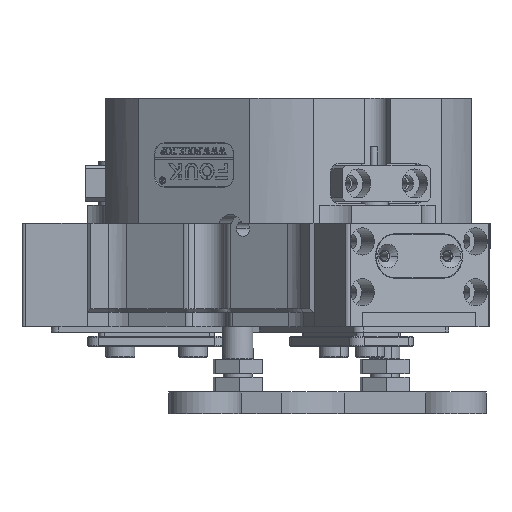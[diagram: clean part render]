
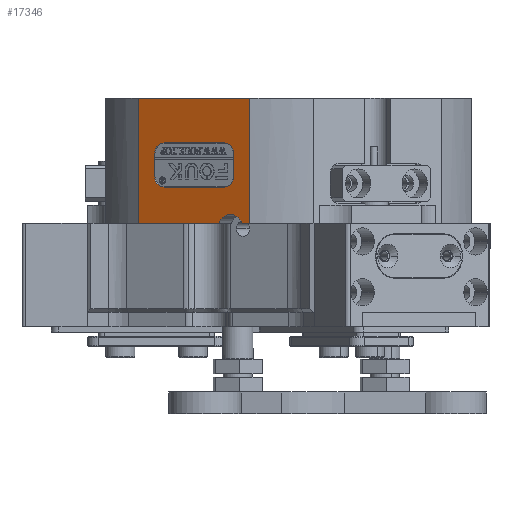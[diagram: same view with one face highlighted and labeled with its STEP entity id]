
A CAD part, front view. The second image highlights one B-rep face of the part: STEP entity #17346.
In plain terms, the highlighted planar face has unit normal (-0.5, -0.866, 0).
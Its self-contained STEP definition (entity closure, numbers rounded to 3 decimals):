
#340 = CARTESIAN_POINT ( 'NONE',  ( -19.023, -48.153, 98.128 ) ) ;
#693 = EDGE_CURVE ( 'NONE', #56957, #50195, #42343, .T. ) ;
#859 = VECTOR ( 'NONE', #34434, 1000. ) ;
#1225 = CIRCLE ( 'NONE', #41580, 3. ) ;
#1251 = DIRECTION ( 'NONE',  ( -0.5, -0.866, 0. ) ) ;
#2592 = DIRECTION ( 'NONE',  ( -0.5, -0.866, 0. ) ) ;
#3147 = VERTEX_POINT ( 'NONE', #33735 ) ;
#3223 = DIRECTION ( 'NONE',  ( 0.866, -0.5, 0. ) ) ;
#4354 = EDGE_CURVE ( 'NONE', #15575, #56957, #57122, .T. ) ;
#4462 = CIRCLE ( 'NONE', #26369, 4. ) ;
#4632 = LINE ( 'NONE', #46456, #44575 ) ;
#4838 = DIRECTION ( 'NONE',  ( -0.5, -0.866, 0. ) ) ;
#4847 = PLANE ( 'NONE',  #51114 ) ;
#5202 = EDGE_CURVE ( 'NONE', #53583, #45281, #10773, .T. ) ;
#5594 = CARTESIAN_POINT ( 'NONE',  ( -42.708, -34.479, 132.628 ) ) ;
#7830 = CARTESIAN_POINT ( 'NONE',  ( -26.08, -44.079, 135.628 ) ) ;
#8050 = CARTESIAN_POINT ( 'NONE',  ( -23.482, -45.579, 141.828 ) ) ;
#8143 = CARTESIAN_POINT ( 'NONE',  ( -19.023, -48.153, 122.628 ) ) ;
#9253 = EDGE_LOOP ( 'NONE', ( #45304, #50540, #41988, #46695, #39522, #22989, #24759, #19785 ) ) ;
#10090 = EDGE_LOOP ( 'NONE', ( #44707, #43491, #48109, #22890, #33500, #29233 ) ) ;
#10773 = CIRCLE ( 'NONE', #63986, 3. ) ;
#11566 = CARTESIAN_POINT ( 'NONE',  ( -42.708, -34.479, 135.628 ) ) ;
#12283 = LINE ( 'NONE', #16780, #13031 ) ;
#12499 = EDGE_CURVE ( 'NONE', #29556, #48588, #58574, .T. ) ;
#12684 = FACE_BOUND ( 'NONE', #9253, .T. ) ;
#13031 = VECTOR ( 'NONE', #61654, 1000. ) ;
#13509 = EDGE_CURVE ( 'NONE', #14800, #50664, #63102, .T. ) ;
#14800 = VERTEX_POINT ( 'NONE', #18933 ) ;
#14937 = CARTESIAN_POINT ( 'NONE',  ( -7.767, -54.651, 172.628 ) ) ;
#15575 = VERTEX_POINT ( 'NONE', #30659 ) ;
#16780 = CARTESIAN_POINT ( 'NONE',  ( -12.284, -52.044, 122.628 ) ) ;
#17249 = DIRECTION ( 'NONE',  ( -0.5, -0.866, 0. ) ) ;
#17297 = DIRECTION ( 'NONE',  ( 0., 0., -1. ) ) ;
#17346 = ADVANCED_FACE ( 'NONE', ( #12684, #64359 ), #4847, .F. ) ;
#18091 = DIRECTION ( 'NONE',  ( -0.866, 0.5, 0. ) ) ;
#18131 = CARTESIAN_POINT ( 'NONE',  ( -42.708, -34.479, 141.828 ) ) ;
#18933 = CARTESIAN_POINT ( 'NONE',  ( -19.023, -48.153, 157.128 ) ) ;
#19278 = EDGE_CURVE ( 'NONE', #43205, #53884, #12283, .T. ) ;
#19785 = ORIENTED_EDGE ( 'NONE', *, *, #693, .F. ) ;
#20116 = CARTESIAN_POINT ( 'NONE',  ( -42.708, -34.479, 144.828 ) ) ;
#20681 = DIRECTION ( 'NONE',  ( 0.866, -0.5, 0. ) ) ;
#22890 = ORIENTED_EDGE ( 'NONE', *, *, #61945, .T. ) ;
#22989 = ORIENTED_EDGE ( 'NONE', *, *, #40085, .F. ) ;
#23621 = EDGE_CURVE ( 'NONE', #50195, #28701, #53493, .T. ) ;
#24127 = DIRECTION ( 'NONE',  ( -0.866, 0.5, 0. ) ) ;
#24726 = VECTOR ( 'NONE', #52784, 1000. ) ;
#24759 = ORIENTED_EDGE ( 'NONE', *, *, #23621, .F. ) ;
#26369 = AXIS2_PLACEMENT_3D ( 'NONE', #53902, #4838, #64811 ) ;
#27624 = CARTESIAN_POINT ( 'NONE',  ( -34.394, -39.279, 157.128 ) ) ;
#28351 = DIRECTION ( 'NONE',  ( 0., 0., -1. ) ) ;
#28701 = VERTEX_POINT ( 'NONE', #45270 ) ;
#29233 = ORIENTED_EDGE ( 'NONE', *, *, #50062, .T. ) ;
#29556 = VERTEX_POINT ( 'NONE', #8143 ) ;
#30659 = CARTESIAN_POINT ( 'NONE',  ( -26.08, -44.079, 144.828 ) ) ;
#32853 = DIRECTION ( 'NONE',  ( -0.866, 0.5, 0. ) ) ;
#33402 = CARTESIAN_POINT ( 'NONE',  ( -45.306, -32.979, 141.828 ) ) ;
#33500 = ORIENTED_EDGE ( 'NONE', *, *, #13509, .T. ) ;
#33735 = CARTESIAN_POINT ( 'NONE',  ( -42.708, -34.479, 132.628 ) ) ;
#34029 = DIRECTION ( 'NONE',  ( 0.5, 0.866, 0. ) ) ;
#34434 = DIRECTION ( 'NONE',  ( 0., 0., 1. ) ) ;
#35020 = DIRECTION ( 'NONE',  ( 0., 0., 1. ) ) ;
#35446 = LINE ( 'NONE', #54521, #859 ) ;
#35618 = CARTESIAN_POINT ( 'NONE',  ( -26.08, -44.079, 132.628 ) ) ;
#36172 = LINE ( 'NONE', #5594, #54901 ) ;
#36436 = EDGE_CURVE ( 'NONE', #3147, #53583, #36172, .T. ) ;
#37466 = CARTESIAN_POINT ( 'NONE',  ( -26.08, -44.079, 141.828 ) ) ;
#38634 = VECTOR ( 'NONE', #28351, 1000. ) ;
#38710 = LINE ( 'NONE', #340, #62187 ) ;
#39522 = ORIENTED_EDGE ( 'NONE', *, *, #36436, .F. ) ;
#39908 = DIRECTION ( 'NONE',  ( -0.866, 0.5, 0. ) ) ;
#40085 = EDGE_CURVE ( 'NONE', #28701, #3147, #1225, .T. ) ;
#40134 = EDGE_CURVE ( 'NONE', #55190, #15575, #54539, .T. ) ;
#41580 = AXIS2_PLACEMENT_3D ( 'NONE', #11566, #1251, #61708 ) ;
#41988 = ORIENTED_EDGE ( 'NONE', *, *, #43700, .F. ) ;
#42343 = CIRCLE ( 'NONE', #57025, 3. ) ;
#42887 = VECTOR ( 'NONE', #18091, 1000. ) ;
#43205 = VERTEX_POINT ( 'NONE', #55702 ) ;
#43491 = ORIENTED_EDGE ( 'NONE', *, *, #47497, .F. ) ;
#43700 = EDGE_CURVE ( 'NONE', #45281, #55190, #35446, .T. ) ;
#44575 = VECTOR ( 'NONE', #17297, 1000. ) ;
#44707 = ORIENTED_EDGE ( 'NONE', *, *, #19278, .F. ) ;
#45270 = CARTESIAN_POINT ( 'NONE',  ( -45.306, -32.979, 135.628 ) ) ;
#45281 = VERTEX_POINT ( 'NONE', #64153 ) ;
#45304 = ORIENTED_EDGE ( 'NONE', *, *, #4354, .F. ) ;
#46456 = CARTESIAN_POINT ( 'NONE',  ( -49.764, -30.405, 98.128 ) ) ;
#46695 = ORIENTED_EDGE ( 'NONE', *, *, #5202, .F. ) ;
#47497 = EDGE_CURVE ( 'NONE', #48588, #43205, #4462, .T. ) ;
#48109 = ORIENTED_EDGE ( 'NONE', *, *, #12499, .F. ) ;
#48161 = CARTESIAN_POINT ( 'NONE',  ( -12.284, -52.044, 122.628 ) ) ;
#48588 = VERTEX_POINT ( 'NONE', #50053 ) ;
#49606 = AXIS2_PLACEMENT_3D ( 'NONE', #37466, #2592, #32853 ) ;
#50053 = CARTESIAN_POINT ( 'NONE',  ( -21.223, -46.883, 122.628 ) ) ;
#50062 = EDGE_CURVE ( 'NONE', #50664, #53884, #4632, .T. ) ;
#50195 = VERTEX_POINT ( 'NONE', #53189 ) ;
#50540 = ORIENTED_EDGE ( 'NONE', *, *, #40134, .F. ) ;
#50664 = VERTEX_POINT ( 'NONE', #62542 ) ;
#51114 = AXIS2_PLACEMENT_3D ( 'NONE', #14937, #34029, #39908 ) ;
#52784 = DIRECTION ( 'NONE',  ( -0.866, 0.5, 0. ) ) ;
#52937 = DIRECTION ( 'NONE',  ( 0.866, -0.5, 0. ) ) ;
#53189 = CARTESIAN_POINT ( 'NONE',  ( -45.306, -32.979, 141.828 ) ) ;
#53493 = LINE ( 'NONE', #33402, #38634 ) ;
#53583 = VERTEX_POINT ( 'NONE', #35618 ) ;
#53884 = VERTEX_POINT ( 'NONE', #59990 ) ;
#53902 = CARTESIAN_POINT ( 'NONE',  ( -24.435, -45.029, 121.128 ) ) ;
#54521 = CARTESIAN_POINT ( 'NONE',  ( -23.482, -45.579, 141.828 ) ) ;
#54539 = CIRCLE ( 'NONE', #49606, 3. ) ;
#54901 = VECTOR ( 'NONE', #20681, 1000. ) ;
#55190 = VERTEX_POINT ( 'NONE', #8050 ) ;
#55547 = VECTOR ( 'NONE', #24127, 1000. ) ;
#55702 = CARTESIAN_POINT ( 'NONE',  ( -27.646, -43.175, 122.628 ) ) ;
#56957 = VERTEX_POINT ( 'NONE', #20116 ) ;
#57025 = AXIS2_PLACEMENT_3D ( 'NONE', #18131, #63223, #3223 ) ;
#57122 = LINE ( 'NONE', #58942, #55547 ) ;
#58574 = LINE ( 'NONE', #48161, #42887 ) ;
#58942 = CARTESIAN_POINT ( 'NONE',  ( -42.708, -34.479, 144.828 ) ) ;
#59990 = CARTESIAN_POINT ( 'NONE',  ( -49.764, -30.405, 122.628 ) ) ;
#61654 = DIRECTION ( 'NONE',  ( -0.866, 0.5, 0. ) ) ;
#61708 = DIRECTION ( 'NONE',  ( 0.866, -0.5, 0. ) ) ;
#61945 = EDGE_CURVE ( 'NONE', #29556, #14800, #38710, .T. ) ;
#62187 = VECTOR ( 'NONE', #35020, 1000. ) ;
#62542 = CARTESIAN_POINT ( 'NONE',  ( -49.764, -30.405, 157.128 ) ) ;
#63102 = LINE ( 'NONE', #27624, #24726 ) ;
#63223 = DIRECTION ( 'NONE',  ( -0.5, -0.866, 0. ) ) ;
#63986 = AXIS2_PLACEMENT_3D ( 'NONE', #7830, #17249, #52937 ) ;
#64153 = CARTESIAN_POINT ( 'NONE',  ( -23.482, -45.579, 135.628 ) ) ;
#64359 = FACE_OUTER_BOUND ( 'NONE', #10090, .T. ) ;
#64811 = DIRECTION ( 'NONE',  ( 0.866, -0.5, 0. ) ) ;
